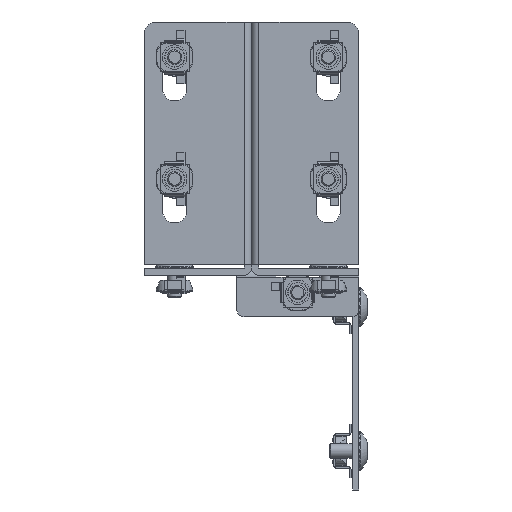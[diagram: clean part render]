
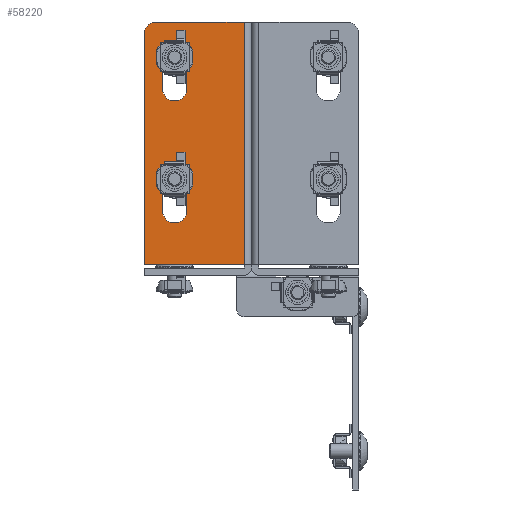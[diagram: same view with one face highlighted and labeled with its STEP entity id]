
A CAD part, left-side view. The second image highlights one B-rep face of the part: STEP entity #58220.
In plain terms, the highlighted planar face has unit normal (-1, 0, 0).
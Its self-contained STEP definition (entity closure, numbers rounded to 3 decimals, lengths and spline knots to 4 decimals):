
#2487 = CARTESIAN_POINT ( 'NONE',  ( -5.899, 0.748, 2.332 ) ) ;
#2901 = DIRECTION ( 'NONE',  ( 0., 0., -1. ) ) ;
#3192 = CARTESIAN_POINT ( 'NONE',  ( -5.899, 1.7913, 1.8294 ) ) ;
#3369 = VECTOR ( 'NONE', #26662, 39.3701 ) ;
#3429 = ORIENTED_EDGE ( 'NONE', *, *, #19381, .T. ) ;
#3810 = DIRECTION ( 'NONE',  ( 1., 0., 0. ) ) ;
#3878 = DIRECTION ( 'NONE',  ( -1., 0., 0. ) ) ;
#5162 = VERTEX_POINT ( 'NONE', #31047 ) ;
#5914 = CIRCLE ( 'NONE', #70867, 0.1969 ) ;
#6090 = CARTESIAN_POINT ( 'NONE',  ( -5.899, 0.8662, 0.4463 ) ) ;
#6401 = CARTESIAN_POINT ( 'NONE',  ( -5.899, 0.8662, 0.4463 ) ) ;
#7055 = VERTEX_POINT ( 'NONE', #43872 ) ;
#7827 = AXIS2_PLACEMENT_3D ( 'NONE', #30796, #24875, #30048 ) ;
#8205 = CIRCLE ( 'NONE', #51830, 0.1969 ) ;
#8744 = PLANE ( 'NONE',  #35691 ) ;
#9318 = CARTESIAN_POINT ( 'NONE',  ( -5.899, 2.4803, 2.332 ) ) ;
#10008 = EDGE_CURVE ( 'NONE', #69637, #32897, #23150, .T. ) ;
#12881 = CARTESIAN_POINT ( 'NONE',  ( -5.899, 1.9882, 3.2861 ) ) ;
#14630 = FACE_OUTER_BOUND ( 'NONE', #52577, .T. ) ;
#14690 = EDGE_CURVE ( 'NONE', #61999, #69637, #57049, .T. ) ;
#15242 = LINE ( 'NONE', #32265, #41999 ) ;
#15742 = VECTOR ( 'NONE', #56026, 39.3701 ) ;
#16111 = LINE ( 'NONE', #55694, #15742 ) ;
#16902 = VERTEX_POINT ( 'NONE', #54632 ) ;
#19004 = VERTEX_POINT ( 'NONE', #30184 ) ;
#19381 = EDGE_CURVE ( 'NONE', #24159, #19004, #41571, .T. ) ;
#20110 = AXIS2_PLACEMENT_3D ( 'NONE', #12881, #47256, #2901 ) ;
#20132 = CARTESIAN_POINT ( 'NONE',  ( -5.899, 2.2835, 4.1672 ) ) ;
#20414 = CARTESIAN_POINT ( 'NONE',  ( -5.899, 1.9882, 1.8294 ) ) ;
#21931 = CARTESIAN_POINT ( 'NONE',  ( -5.899, 2.2835, 4.3641 ) ) ;
#21952 = AXIS2_PLACEMENT_3D ( 'NONE', #20132, #3878, #72274 ) ;
#22184 = DIRECTION ( 'NONE',  ( 1., 0., 0. ) ) ;
#22204 = VECTOR ( 'NONE', #62238, 39.3701 ) ;
#22214 = VERTEX_POINT ( 'NONE', #21931 ) ;
#22588 = EDGE_CURVE ( 'NONE', #16902, #32897, #72180, .T. ) ;
#22722 = VERTEX_POINT ( 'NONE', #27756 ) ;
#23150 = LINE ( 'NONE', #28715, #34064 ) ;
#24159 = VERTEX_POINT ( 'NONE', #28055 ) ;
#24875 = DIRECTION ( 'NONE',  ( 1., 0., 0. ) ) ;
#25020 = FACE_BOUND ( 'NONE', #29638, .T. ) ;
#26213 = VECTOR ( 'NONE', #64194, 39.3701 ) ;
#26662 = DIRECTION ( 'NONE',  ( 0., 0., -1. ) ) ;
#27084 = ORIENTED_EDGE ( 'NONE', *, *, #22588, .T. ) ;
#27187 = ORIENTED_EDGE ( 'NONE', *, *, #48991, .T. ) ;
#27704 = EDGE_CURVE ( 'NONE', #22722, #60320, #5914, .T. ) ;
#27756 = CARTESIAN_POINT ( 'NONE',  ( -5.899, 2.185, 1.8294 ) ) ;
#28055 = CARTESIAN_POINT ( 'NONE',  ( -5.899, 2.185, 3.2861 ) ) ;
#28715 = CARTESIAN_POINT ( 'NONE',  ( -5.899, 0.8661, 0.4463 ) ) ;
#29638 = EDGE_LOOP ( 'NONE', ( #3429, #42490, #32972, #72400 ) ) ;
#30048 = DIRECTION ( 'NONE',  ( 0., 0., -1. ) ) ;
#30184 = CARTESIAN_POINT ( 'NONE',  ( -5.899, 2.185, 3.7979 ) ) ;
#30796 = CARTESIAN_POINT ( 'NONE',  ( -5.899, 1.9882, 3.7979 ) ) ;
#31047 = CARTESIAN_POINT ( 'NONE',  ( -5.899, 1.7913, 1.3176 ) ) ;
#31409 = CIRCLE ( 'NONE', #21952, 0.1969 ) ;
#32050 = EDGE_CURVE ( 'NONE', #7055, #46689, #69750, .T. ) ;
#32265 = CARTESIAN_POINT ( 'NONE',  ( -5.899, 0.748, 4.3641 ) ) ;
#32897 = VERTEX_POINT ( 'NONE', #48727 ) ;
#32972 = ORIENTED_EDGE ( 'NONE', *, *, #32050, .T. ) ;
#33800 = EDGE_CURVE ( 'NONE', #60320, #5162, #16111, .T. ) ;
#34064 = VECTOR ( 'NONE', #46784, 39.3701 ) ;
#35296 = DIRECTION ( 'NONE',  ( 0., 0., 1. ) ) ;
#35430 = CIRCLE ( 'NONE', #20110, 0.1969 ) ;
#35691 = AXIS2_PLACEMENT_3D ( 'NONE', #2487, #42000, #48286 ) ;
#37383 = CARTESIAN_POINT ( 'NONE',  ( -5.899, 1.7913, 3.2861 ) ) ;
#39143 = CARTESIAN_POINT ( 'NONE',  ( -5.899, 2.185, 1.3176 ) ) ;
#39636 = CIRCLE ( 'NONE', #7827, 0.1969 ) ;
#41063 = ORIENTED_EDGE ( 'NONE', *, *, #46808, .T. ) ;
#41571 = LINE ( 'NONE', #69683, #69349 ) ;
#41631 = CARTESIAN_POINT ( 'NONE',  ( -5.899, 1.7913, 2.332 ) ) ;
#41999 = VECTOR ( 'NONE', #65922, 39.3701 ) ;
#42000 = DIRECTION ( 'NONE',  ( -1., 0., 0. ) ) ;
#42085 = CARTESIAN_POINT ( 'NONE',  ( -5.899, 2.185, 2.332 ) ) ;
#42376 = VERTEX_POINT ( 'NONE', #39143 ) ;
#42490 = ORIENTED_EDGE ( 'NONE', *, *, #65786, .T. ) ;
#42737 = FACE_BOUND ( 'NONE', #48548, .T. ) ;
#43040 = ORIENTED_EDGE ( 'NONE', *, *, #70740, .T. ) ;
#43701 = ORIENTED_EDGE ( 'NONE', *, *, #27704, .T. ) ;
#43872 = CARTESIAN_POINT ( 'NONE',  ( -5.899, 1.7913, 3.7979 ) ) ;
#45113 = CARTESIAN_POINT ( 'NONE',  ( -5.899, 1.9882, 1.3176 ) ) ;
#46689 = VERTEX_POINT ( 'NONE', #37383 ) ;
#46784 = DIRECTION ( 'NONE',  ( 0., 1., 0. ) ) ;
#46808 = EDGE_CURVE ( 'NONE', #5162, #42376, #8205, .T. ) ;
#47256 = DIRECTION ( 'NONE',  ( 1., 0., 0. ) ) ;
#48027 = ORIENTED_EDGE ( 'NONE', *, *, #14690, .F. ) ;
#48286 = DIRECTION ( 'NONE',  ( 0., -1., 0. ) ) ;
#48548 = EDGE_LOOP ( 'NONE', ( #57441, #41063, #43040, #43701 ) ) ;
#48727 = CARTESIAN_POINT ( 'NONE',  ( -5.899, 2.4803, 0.4463 ) ) ;
#48991 = EDGE_CURVE ( 'NONE', #22214, #16902, #31409, .T. ) ;
#49683 = CARTESIAN_POINT ( 'NONE',  ( -5.899, 0.8662, 4.3641 ) ) ;
#50547 = EDGE_CURVE ( 'NONE', #61999, #22214, #15242, .T. ) ;
#51830 = AXIS2_PLACEMENT_3D ( 'NONE', #45113, #22184, #56557 ) ;
#52456 = LINE ( 'NONE', #42085, #60124 ) ;
#52577 = EDGE_LOOP ( 'NONE', ( #55931, #48027, #54452, #27187, #27084 ) ) ;
#54452 = ORIENTED_EDGE ( 'NONE', *, *, #50547, .T. ) ;
#54632 = CARTESIAN_POINT ( 'NONE',  ( -5.899, 2.4803, 4.1672 ) ) ;
#55694 = CARTESIAN_POINT ( 'NONE',  ( -5.899, 1.7913, 2.332 ) ) ;
#55931 = ORIENTED_EDGE ( 'NONE', *, *, #10008, .F. ) ;
#56026 = DIRECTION ( 'NONE',  ( 0., 0., -1. ) ) ;
#56557 = DIRECTION ( 'NONE',  ( 0., 0., -1. ) ) ;
#57049 = LINE ( 'NONE', #6401, #22204 ) ;
#57441 = ORIENTED_EDGE ( 'NONE', *, *, #33800, .T. ) ;
#58220 = ADVANCED_FACE ( 'NONE', ( #14630, #25020, #42737 ), #8744, .T. ) ;
#60124 = VECTOR ( 'NONE', #64666, 39.3701 ) ;
#60320 = VERTEX_POINT ( 'NONE', #3192 ) ;
#61999 = VERTEX_POINT ( 'NONE', #49683 ) ;
#62238 = DIRECTION ( 'NONE',  ( 0., 0., -1. ) ) ;
#64194 = DIRECTION ( 'NONE',  ( 0., 0., -1. ) ) ;
#64666 = DIRECTION ( 'NONE',  ( 0., 0., 1. ) ) ;
#65786 = EDGE_CURVE ( 'NONE', #19004, #7055, #39636, .T. ) ;
#65922 = DIRECTION ( 'NONE',  ( 0., 1., 0. ) ) ;
#69349 = VECTOR ( 'NONE', #35296, 39.3701 ) ;
#69637 = VERTEX_POINT ( 'NONE', #6090 ) ;
#69683 = CARTESIAN_POINT ( 'NONE',  ( -5.899, 2.185, 2.332 ) ) ;
#69750 = LINE ( 'NONE', #41631, #26213 ) ;
#70191 = EDGE_CURVE ( 'NONE', #46689, #24159, #35430, .T. ) ;
#70740 = EDGE_CURVE ( 'NONE', #42376, #22722, #52456, .T. ) ;
#70867 = AXIS2_PLACEMENT_3D ( 'NONE', #20414, #3810, #72544 ) ;
#72180 = LINE ( 'NONE', #9318, #3369 ) ;
#72274 = DIRECTION ( 'NONE',  ( 0., 0., 1. ) ) ;
#72400 = ORIENTED_EDGE ( 'NONE', *, *, #70191, .T. ) ;
#72544 = DIRECTION ( 'NONE',  ( 0., 0., -1. ) ) ;
